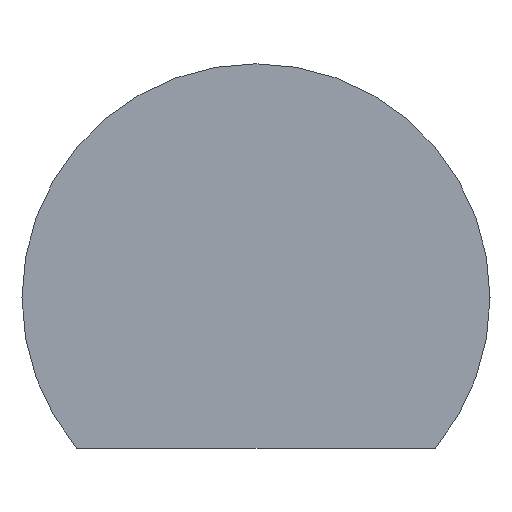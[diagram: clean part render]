
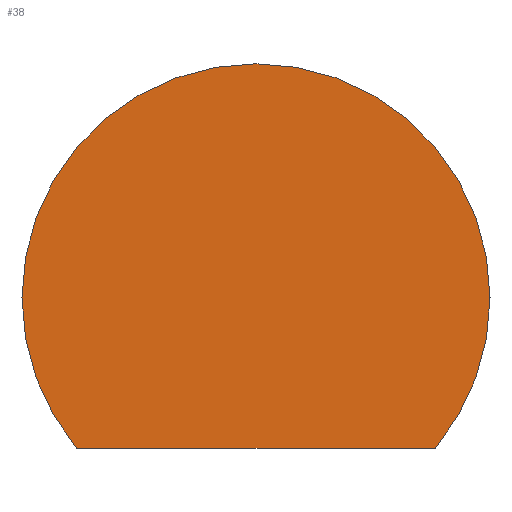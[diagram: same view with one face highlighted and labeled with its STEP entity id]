
A CAD part, left-side view. The second image highlights one B-rep face of the part: STEP entity #38.
In plain terms, the highlighted planar face has unit normal (-1, 0, 0).
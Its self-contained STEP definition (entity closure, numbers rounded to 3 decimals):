
#38=ADVANCED_FACE('',(#70),#71,.F.);
#70=FACE_OUTER_BOUND('',#93,.T.);
#71=PLANE('',#94);
#93=EDGE_LOOP('',(#129,#130,#131));
#94=AXIS2_PLACEMENT_3D('',#132,#133,#134);
#129=ORIENTED_EDGE('',*,*,#147,.T.);
#130=ORIENTED_EDGE('',*,*,#142,.F.);
#131=ORIENTED_EDGE('',*,*,#140,.F.);
#132=CARTESIAN_POINT('',(0.0,0.,0.274));
#133=DIRECTION('',(1.0,0.0,0.0));
#134=DIRECTION('',(0.0,1.0,0.0));
#140=EDGE_CURVE('',#157,#153,#159,.T.);
#142=EDGE_CURVE('',#153,#161,#162,.T.);
#147=EDGE_CURVE('',#157,#161,#168,.T.);
#153=VERTEX_POINT('',#174);
#157=VERTEX_POINT('',#179);
#159=CIRCLE('',#182,14.);
#161=VERTEX_POINT('',#184);
#162=CIRCLE('',#185,14.);
#168=LINE('',#193,#194);
#174=CARTESIAN_POINT('',(0.0,-10.724,9.));
#179=CARTESIAN_POINT('',(0.0,10.724,-9.0));
#182=AXIS2_PLACEMENT_3D('',#203,#204,#205);
#184=CARTESIAN_POINT('',(0.0,-10.724,-9.0));
#185=AXIS2_PLACEMENT_3D('',#206,#207,#208);
#193=CARTESIAN_POINT('',(0.0,10.724,-9.0));
#194=VECTOR('',#214,1.0);
#203=CARTESIAN_POINT('',(0.0,0.,0.));
#204=DIRECTION('',(1.0,0.0,0.0));
#205=DIRECTION('',(0.0,0.766,-0.643));
#206=CARTESIAN_POINT('',(0.0,0.,0.));
#207=DIRECTION('',(1.0,0.0,0.0));
#208=DIRECTION('',(0.0,0.766,-0.643));
#214=DIRECTION('',(0.0,-1.0,0.0));
